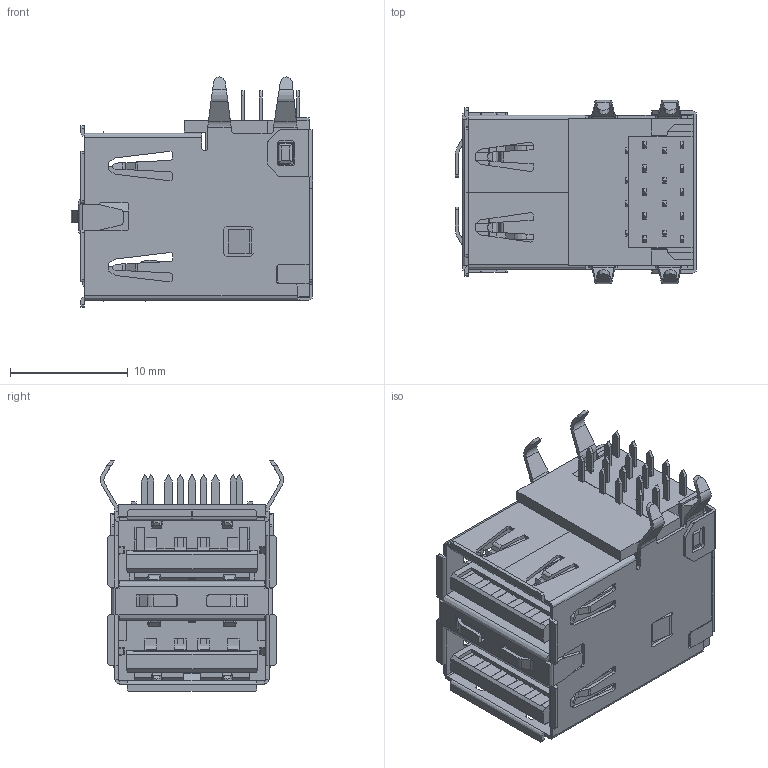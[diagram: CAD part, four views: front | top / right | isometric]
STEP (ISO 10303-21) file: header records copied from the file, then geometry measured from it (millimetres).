
FILE_DESCRIPTION( ( 'Unknown' ), '1' );
FILE_NAME( '692141030100.stp', 'Unknown', ( 'Unknown' ), ( 'Unknown' ), 'PSStep 18.0.17', 'Unknown', ' ' );
FILE_SCHEMA( ( 'AUTOMOTIVE_DESIGN { 1 0 10303 214 1 1 1 1 }' ) );
Length unit declared in the file: millimetre
Products named in the file (13): Assem1; 692141030100_Housing2; 692141030100_Pin1; 692141030100_Housing; 692141030100_Pin4; 692141030100_Pin3; 692141030100_Pin2; 692141030100_Housing3; 692141030100_Pin5; 692141030100_Shielding2; 692141030100_Housing4; 692141030100_Pin6; 692141030100_Shielding
Assembly tree (24 placements, depth 2):
  Assem1
    692141030100_Housing2
    692141030100_Pin1  x5
    692141030100_Housing
    692141030100_Pin4  x5
    692141030100_Pin3  x2
    692141030100_Pin2  x2
    692141030100_Housing3
    692141030100_Pin5  x2
    692141030100_Shielding2
    692141030100_Housing4
    692141030100_Pin6  x2
    692141030100_Shielding
Bounding box: 20.5 x 15.59 x 19.61 mm (x, y, z)
Volume: 2118.8 mm3
Topology: 23 solids, 38 shells, 1968 faces, 5586 edges, 3666 vertices
Faces by surface type: plane 1431, cylinder 526, bspline 8, extrusion 3
Full cylindrical faces by diameter (mm): 0.62 x4, 1 x7
Entity records: 64266 total; most frequent: CARTESIAN_POINT 9398, ORIENTED_EDGE 9018, DIRECTION 8490, EDGE_CURVE 4509, VECTOR 3640, LINE 3637, VERTEX_POINT 2954, AXIS2_PLACEMENT_3D 2425
